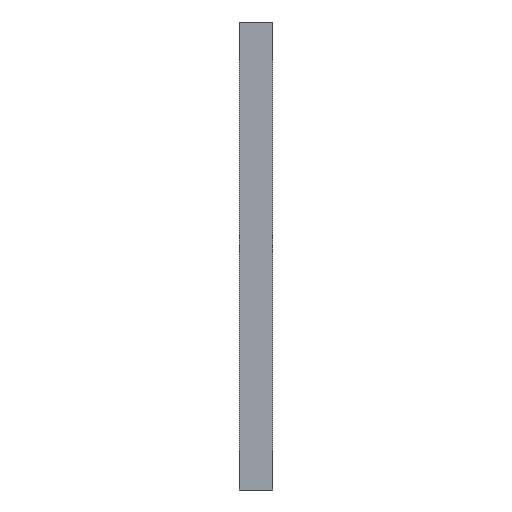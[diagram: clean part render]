
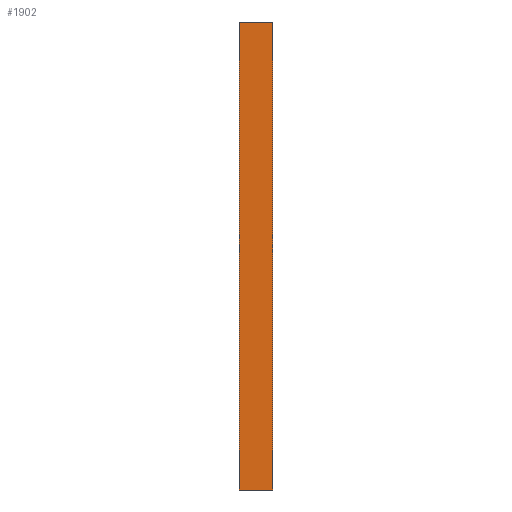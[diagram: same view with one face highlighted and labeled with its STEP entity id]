
A CAD part, left-side view. The second image highlights one B-rep face of the part: STEP entity #1902.
In plain terms, the highlighted planar face has unit normal (-1, 0, 0).
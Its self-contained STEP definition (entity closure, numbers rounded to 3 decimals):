
#346=FACE_OUTER_BOUND('',#460,.T.);
#460=EDGE_LOOP('',(#1629,#1630,#1631,#1632));
#648=LINE('',#3393,#796);
#649=LINE('',#3396,#797);
#650=LINE('',#3398,#798);
#651=LINE('',#3399,#799);
#796=VECTOR('',#2512,10.);
#797=VECTOR('',#2515,10.);
#798=VECTOR('',#2516,10.);
#799=VECTOR('',#2517,10.);
#973=VERTEX_POINT('',#3386);
#976=VERTEX_POINT('',#3391);
#977=VERTEX_POINT('',#3395);
#978=VERTEX_POINT('',#3397);
#1236=EDGE_CURVE('',#973,#976,#648,.T.);
#1237=EDGE_CURVE('',#977,#973,#649,.T.);
#1238=EDGE_CURVE('',#978,#976,#650,.T.);
#1239=EDGE_CURVE('',#977,#978,#651,.T.);
#1629=ORIENTED_EDGE('',*,*,#1237,.T.);
#1630=ORIENTED_EDGE('',*,*,#1236,.T.);
#1631=ORIENTED_EDGE('',*,*,#1238,.F.);
#1632=ORIENTED_EDGE('',*,*,#1239,.F.);
#1806=PLANE('',#2069);
#1902=ADVANCED_FACE('',(#346),#1806,.T.);
#2069=AXIS2_PLACEMENT_3D('',#3394,#2513,#2514);
#2512=DIRECTION('',(0.,1.,0.));
#2513=DIRECTION('center_axis',(-1.,0.,0.));
#2514=DIRECTION('ref_axis',(0.,0.,1.));
#2515=DIRECTION('',(0.,0.,1.));
#2516=DIRECTION('',(0.,0.,1.));
#2517=DIRECTION('',(0.,1.,0.));
#3386=CARTESIAN_POINT('',(-349.5,650.,159.5));
#3391=CARTESIAN_POINT('',(-349.5,655.,159.5));
#3393=CARTESIAN_POINT('',(-349.5,650.,159.5));
#3394=CARTESIAN_POINT('Origin',(-349.5,650.,90.5));
#3395=CARTESIAN_POINT('',(-349.5,650.,90.5));
#3396=CARTESIAN_POINT('',(-349.5,650.,90.5));
#3397=CARTESIAN_POINT('',(-349.5,655.,90.5));
#3398=CARTESIAN_POINT('',(-349.5,655.,90.5));
#3399=CARTESIAN_POINT('',(-349.5,650.,90.5));
